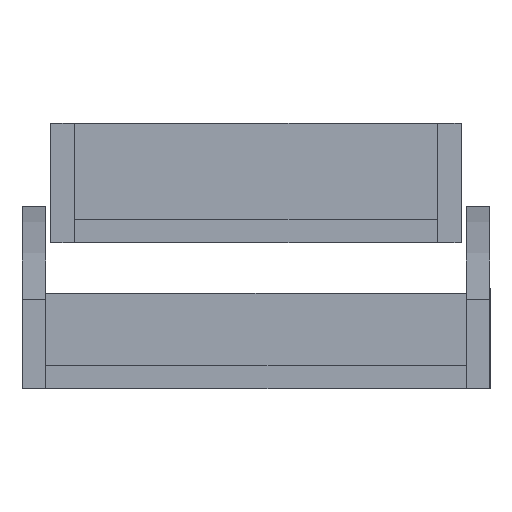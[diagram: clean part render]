
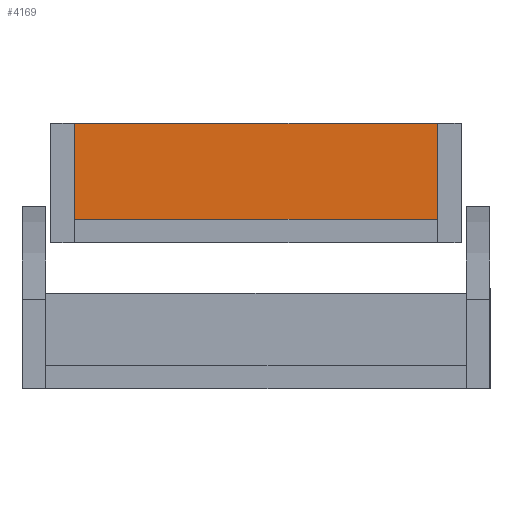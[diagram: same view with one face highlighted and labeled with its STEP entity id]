
A CAD part, left-side view. The second image highlights one B-rep face of the part: STEP entity #4169.
In plain terms, the highlighted planar face has unit normal (-1, 0, -0.001).
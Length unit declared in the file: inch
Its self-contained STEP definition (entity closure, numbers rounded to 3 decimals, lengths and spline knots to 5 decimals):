
#316=PLANE('',#4547);
#527=FACE_OUTER_BOUND('',#756,.T.);
#756=EDGE_LOOP('',(#3944,#3945,#3946,#3947));
#1292=LINE('',#6765,#1837);
#1295=LINE('',#6771,#1840);
#1298=LINE('',#6777,#1843);
#1301=LINE('',#6781,#1846);
#1837=VECTOR('',#5574,0.3937);
#1840=VECTOR('',#5579,0.3937);
#1843=VECTOR('',#5584,0.3937);
#1846=VECTOR('',#5589,0.3937);
#2241=VERTEX_POINT('',#6762);
#2242=VERTEX_POINT('',#6764);
#2244=VERTEX_POINT('',#6770);
#2246=VERTEX_POINT('',#6776);
#2804=EDGE_CURVE('',#2242,#2241,#1292,.T.);
#2807=EDGE_CURVE('',#2244,#2242,#1295,.T.);
#2810=EDGE_CURVE('',#2246,#2244,#1298,.T.);
#2813=EDGE_CURVE('',#2241,#2246,#1301,.T.);
#3944=ORIENTED_EDGE('',*,*,#2813,.T.);
#3945=ORIENTED_EDGE('',*,*,#2810,.T.);
#3946=ORIENTED_EDGE('',*,*,#2807,.T.);
#3947=ORIENTED_EDGE('',*,*,#2804,.T.);
#4169=ADVANCED_FACE('',(#527),#316,.T.);
#4547=AXIS2_PLACEMENT_3D('',#6783,#5592,#5593);
#5574=DIRECTION('',(0.,-1.,0.));
#5579=DIRECTION('',(0.001,0.,-1.));
#5584=DIRECTION('',(0.,1.,0.));
#5589=DIRECTION('',(-0.001,0.,1.));
#5592=DIRECTION('center_axis',(-1.,0.,
-0.001));
#5593=DIRECTION('ref_axis',(-0.001,0.,
1.));
#6762=CARTESIAN_POINT('',(13.33066,0.45089,0.30832));
#6764=CARTESIAN_POINT('',(13.33066,4.25089,0.30832));
#6765=CARTESIAN_POINT('',(13.33066,0.45089,0.30832));
#6770=CARTESIAN_POINT('',(13.3299,4.25089,1.30832));
#6771=CARTESIAN_POINT('',(13.33066,4.25089,0.30832));
#6776=CARTESIAN_POINT('',(13.3299,0.45089,1.30832));
#6777=CARTESIAN_POINT('',(13.3299,4.25089,1.30832));
#6781=CARTESIAN_POINT('',(13.3299,0.45089,1.30832));
#6783=CARTESIAN_POINT('Origin',(13.33028,2.35089,0.80832));
